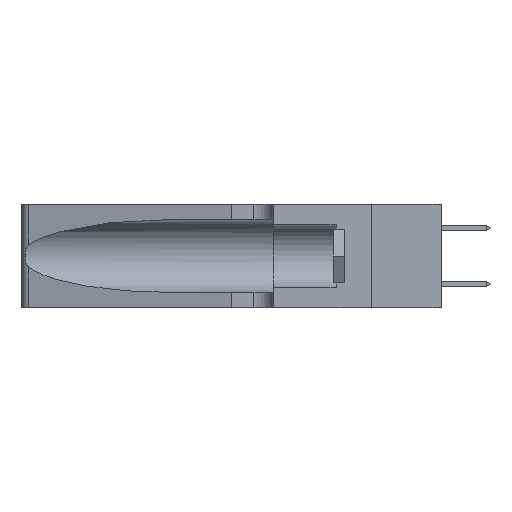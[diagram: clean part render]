
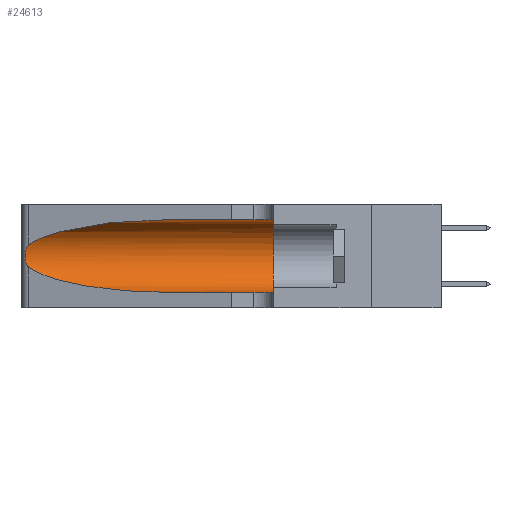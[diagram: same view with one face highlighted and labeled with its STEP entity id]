
A CAD part, left-side view. The second image highlights one B-rep face of the part: STEP entity #24613.
In plain terms, the highlighted cylindrical face has radius 3.308 mm (diameter 6.617 mm), a partial arc.
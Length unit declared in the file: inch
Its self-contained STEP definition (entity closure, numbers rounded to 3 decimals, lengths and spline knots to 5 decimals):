
#216 = LINE ( 'NONE', #12589, #36323 ) ;
#217 = ORIENTED_EDGE ( 'NONE', *, *, #25314, .F. ) ;
#1608 = CARTESIAN_POINT ( 'NONE',  ( 0.18966, 0.96281, 0.31525 ) ) ;
#1733 = CIRCLE ( 'NONE', #14400, 0.13025 ) ;
#2243 = FACE_OUTER_BOUND ( 'NONE', #7044, .T. ) ;
#2803 = CARTESIAN_POINT ( 'NONE',  ( 0.26017, 1.23833, 0.17102 ) ) ;
#3603 = ORIENTED_EDGE ( 'NONE', *, *, #22841, .T. ) ;
#3699 = CARTESIAN_POINT ( 'NONE',  ( 0.1305, 0.72297, 0.05475 ) ) ;
#4686 = VECTOR ( 'NONE', #22252, 39.37008 ) ;
#5458 = CARTESIAN_POINT ( 'NONE',  ( 0.2373, 1.15595, 0.08982 ) ) ;
#5742 = CARTESIAN_POINT ( 'NONE',  ( 0.25789, 1.23486, 0.15765 ) ) ;
#6614 = DIRECTION ( 'NONE',  ( 0., -1., 0. ) ) ;
#6617 = ORIENTED_EDGE ( 'NONE', *, *, #7528, .T. ) ;
#7044 = EDGE_LOOP ( 'NONE', ( #3603, #13136, #14657, #6617, #217, #25686 ) ) ;
#7528 = EDGE_CURVE ( 'NONE', #19911, #35566, #216, .T. ) ;
#8416 = CARTESIAN_POINT ( 'NONE',  ( 0.25487, 1.22718, 0.14631 ) ) ;
#8480 = DIRECTION ( 'NONE',  ( 0., 1., 0. ) ) ;
#8681 = CARTESIAN_POINT ( 'NONE',  ( 0.25555, 1.22993, 0.14849 ) ) ;
#9027 = EDGE_CURVE ( 'NONE', #32569, #19911, #32627, .T. ) ;
#9092 = CYLINDRICAL_SURFACE ( 'NONE', #31546, 0.13025 ) ;
#9349 = VERTEX_POINT ( 'NONE', #18614 ) ;
#9421 = B_SPLINE_CURVE_WITH_KNOTS ( 'NONE', 3,
 ( #20205, #34773, #31951, #14433, #34899, #17367, #37810, #20330, #2803, #23252, #5742, #26185, #8681, #29144 ),
 .UNSPECIFIED., .F., .F.,
 ( 4, 2, 2, 2, 2, 2, 4 ),
 ( 0., 0.00027, 0.00053, 0.00107, 0.0016, 0.00187, 0.00214 ),
 .UNSPECIFIED. ) ;
#9643 = CARTESIAN_POINT ( 'NONE',  ( 0.25487, 1.22718, 0.14631 ) ) ;
#9662 = VERTEX_POINT ( 'NONE', #16820 ) ;
#10428 = CARTESIAN_POINT ( 'NONE',  ( 0.25487, 1.22718, 0.22369 ) ) ;
#10801 = CARTESIAN_POINT ( 'NONE',  ( 0.1305, 1.61858, 0.185 ) ) ;
#12589 = CARTESIAN_POINT ( 'NONE',  ( 0.1305, 1.61858, 0.05475 ) ) ;
#13136 = ORIENTED_EDGE ( 'NONE', *, *, #31706, .T. ) ;
#13751 = VERTEX_POINT ( 'NONE', #32896 ) ;
#14400 = AXIS2_PLACEMENT_3D ( 'NONE', #25962, #8480, #28923 ) ;
#14433 = CARTESIAN_POINT ( 'NONE',  ( 0.25787, 1.23484, 0.2124 ) ) ;
#14657 = ORIENTED_EDGE ( 'NONE', *, *, #9027, .T. ) ;
#16820 = CARTESIAN_POINT ( 'NONE',  ( 0.1305, 0.35, 0.31525 ) ) ;
#17367 = CARTESIAN_POINT ( 'NONE',  ( 0.26018, 1.23835, 0.19895 ) ) ;
#18614 = CARTESIAN_POINT ( 'NONE',  ( 0.1305, 0.72297, 0.31525 ) ) ;
#19128 = CARTESIAN_POINT ( 'NONE',  ( 0.1305, 0.72297, 0.31525 ) ) ;
#19911 = VERTEX_POINT ( 'NONE', #3699 ) ;
#20205 = CARTESIAN_POINT ( 'NONE',  ( 0.25487, 1.22718, 0.22369 ) ) ;
#20330 = CARTESIAN_POINT ( 'NONE',  ( 0.26075, 1.23896, 0.178 ) ) ;
#22252 = DIRECTION ( 'NONE',  ( 0., -1., 0. ) ) ;
#22841 = EDGE_CURVE ( 'NONE', #9349, #13751, #23026, .T. ) ;
#22983 = CARTESIAN_POINT ( 'NONE',  ( 0.18966, 0.96281, 0.05475 ) ) ;
#23026 =( BOUNDED_CURVE ( )  B_SPLINE_CURVE ( 3, ( #19128, #1608, #27934, #10428 ),
 .UNSPECIFIED., .F., .F. ) 
 B_SPLINE_CURVE_WITH_KNOTS ( ( 4, 4 ),
 ( 1.5708, 2.84003 ),
 .UNSPECIFIED. ) 
 CURVE ( )  GEOMETRIC_REPRESENTATION_ITEM ( )  RATIONAL_B_SPLINE_CURVE ( ( 1., 0.87, 0.87, 1. ) ) 
 REPRESENTATION_ITEM ( '' )  );
#23252 = CARTESIAN_POINT ( 'NONE',  ( 0.25856, 1.23593, 0.16098 ) ) ;
#24613 = ADVANCED_FACE ( 'NONE', ( #2243 ), #9092, .F. ) ;
#25314 = EDGE_CURVE ( 'NONE', #9662, #35566, #1733, .T. ) ;
#25686 = ORIENTED_EDGE ( 'NONE', *, *, #30465, .F. ) ;
#25962 = CARTESIAN_POINT ( 'NONE',  ( 0.1305, 0.35, 0.185 ) ) ;
#26185 = CARTESIAN_POINT ( 'NONE',  ( 0.25639, 1.23186, 0.15144 ) ) ;
#27934 = CARTESIAN_POINT ( 'NONE',  ( 0.2373, 1.15595, 0.28018 ) ) ;
#28322 = DIRECTION ( 'NONE',  ( 0., -1., 0. ) ) ;
#28858 = CARTESIAN_POINT ( 'NONE',  ( 0.1305, 0.72297, 0.05475 ) ) ;
#28923 = DIRECTION ( 'NONE',  ( 0., 0., 1. ) ) ;
#29144 = CARTESIAN_POINT ( 'NONE',  ( 0.25487, 1.22718, 0.14631 ) ) ;
#30465 = EDGE_CURVE ( 'NONE', #9349, #9662, #35780, .T. ) ;
#31546 = AXIS2_PLACEMENT_3D ( 'NONE', #10801, #28322, #34208 ) ;
#31706 = EDGE_CURVE ( 'NONE', #13751, #32569, #9421, .T. ) ;
#31951 = CARTESIAN_POINT ( 'NONE',  ( 0.25639, 1.23184, 0.21858 ) ) ;
#32569 = VERTEX_POINT ( 'NONE', #9643 ) ;
#32627 =( BOUNDED_CURVE ( )  B_SPLINE_CURVE ( 3, ( #8416, #5458, #22983, #28858 ),
 .UNSPECIFIED., .F., .F. ) 
 B_SPLINE_CURVE_WITH_KNOTS ( ( 4, 4 ),
 ( 3.44316, 4.71239 ),
 .UNSPECIFIED. ) 
 CURVE ( )  GEOMETRIC_REPRESENTATION_ITEM ( )  RATIONAL_B_SPLINE_CURVE ( ( 1., 0.87, 0.87, 1. ) ) 
 REPRESENTATION_ITEM ( '' )  );
#32896 = CARTESIAN_POINT ( 'NONE',  ( 0.25487, 1.22718, 0.22369 ) ) ;
#33293 = CARTESIAN_POINT ( 'NONE',  ( 0.1305, 0.35, 0.05475 ) ) ;
#34208 = DIRECTION ( 'NONE',  ( 0., 0., -1. ) ) ;
#34773 = CARTESIAN_POINT ( 'NONE',  ( 0.25555, 1.22994, 0.2215 ) ) ;
#34899 = CARTESIAN_POINT ( 'NONE',  ( 0.25854, 1.2359, 0.20912 ) ) ;
#35566 = VERTEX_POINT ( 'NONE', #33293 ) ;
#35780 = LINE ( 'NONE', #36815, #4686 ) ;
#36323 = VECTOR ( 'NONE', #6614, 39.37008 ) ;
#36815 = CARTESIAN_POINT ( 'NONE',  ( 0.1305, 1.61858, 0.31525 ) ) ;
#37810 = CARTESIAN_POINT ( 'NONE',  ( 0.26075, 1.23896, 0.19203 ) ) ;
